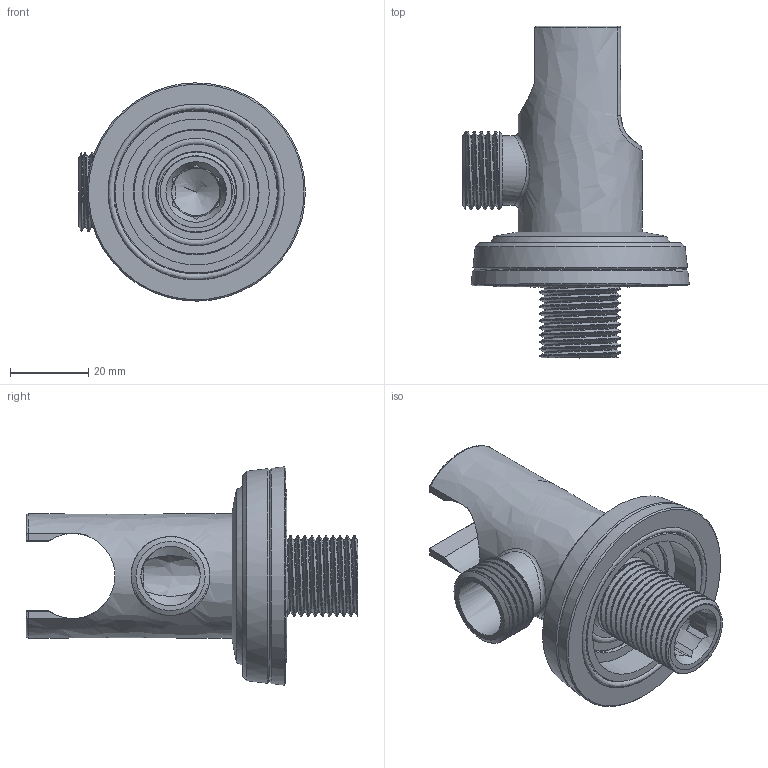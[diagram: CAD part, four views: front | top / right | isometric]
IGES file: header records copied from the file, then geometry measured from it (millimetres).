
Global section: file name: T159; native system: Autodesk Inventor 2020; preprocessor: unknown; author: rclarke; date: 20190924.153143; units: millimetre
Bounding box: 58.05 x 85 x 55.9 mm (x, y, z)
Volume: 49325 mm3; surface area: 27751.9 mm2
Topology: 6 solids, 6 shells, 124 faces, 332 edges, 226 vertices
Faces by surface type: bspline 124
